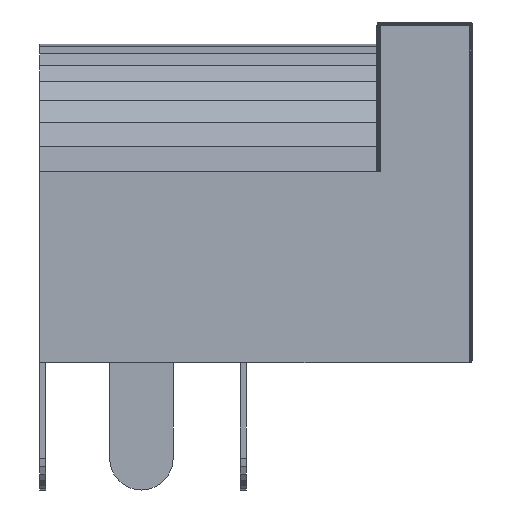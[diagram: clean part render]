
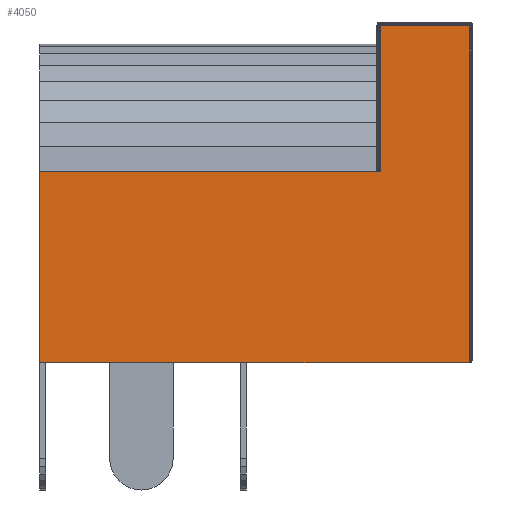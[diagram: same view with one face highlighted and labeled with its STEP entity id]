
A CAD part, left-side view. The second image highlights one B-rep face of the part: STEP entity #4050.
In plain terms, the highlighted planar face has unit normal (-1, 0, 0).
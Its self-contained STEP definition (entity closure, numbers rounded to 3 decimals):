
#52 = ORIENTED_EDGE ( 'NONE', *, *, #16498, .T. ) ;
#616 = VERTEX_POINT ( 'NONE', #8492 ) ;
#905 = CARTESIAN_POINT ( 'NONE',  ( 2.075, 7.593, 2.224 ) ) ;
#2474 = LINE ( 'NONE', #12600, #18011 ) ;
#2733 = LINE ( 'NONE', #905, #18904 ) ;
#3850 = VECTOR ( 'NONE', #4483, 1000. ) ;
#4050 = ADVANCED_FACE ( 'NONE', ( #7537 ), #5707, .F. ) ;
#4483 = DIRECTION ( 'NONE',  ( 0., 1., 0. ) ) ;
#5707 = PLANE ( 'NONE',  #19021 ) ;
#6169 = ORIENTED_EDGE ( 'NONE', *, *, #10867, .T. ) ;
#6986 = LINE ( 'NONE', #21058, #18459 ) ;
#7323 = DIRECTION ( 'NONE',  ( 0., 0., -1. ) ) ;
#7537 = FACE_OUTER_BOUND ( 'NONE', #8860, .T. ) ;
#8072 = LINE ( 'NONE', #15511, #17462 ) ;
#8247 = CARTESIAN_POINT ( 'NONE',  ( 2.075, 2.278, 6.397 ) ) ;
#8268 = CARTESIAN_POINT ( 'NONE',  ( 2.075, 7.593, 2.224 ) ) ;
#8492 = CARTESIAN_POINT ( 'NONE',  ( 2.075, 7.593, 4.586 ) ) ;
#8647 = EDGE_CURVE ( 'NONE', #13429, #9294, #2474, .T. ) ;
#8860 = EDGE_LOOP ( 'NONE', ( #15687, #10297, #20732, #16443, #52, #6169 ) ) ;
#8902 = CARTESIAN_POINT ( 'NONE',  ( 2.075, 2.278, 2.224 ) ) ;
#9294 = VERTEX_POINT ( 'NONE', #11932 ) ;
#9687 = DIRECTION ( 'NONE',  ( 0., -1., 0. ) ) ;
#9835 = DIRECTION ( 'NONE',  ( 0., 0., -1. ) ) ;
#10204 = EDGE_CURVE ( 'NONE', #21964, #16189, #2733, .T. ) ;
#10278 = CARTESIAN_POINT ( 'NONE',  ( 2.075, 3.381, 4.586 ) ) ;
#10297 = ORIENTED_EDGE ( 'NONE', *, *, #14792, .T. ) ;
#10321 = VECTOR ( 'NONE', #9835, 1000. ) ;
#10867 = EDGE_CURVE ( 'NONE', #20353, #13429, #8072, .T. ) ;
#11731 = DIRECTION ( 'NONE',  ( 0., 1., 0. ) ) ;
#11932 = CARTESIAN_POINT ( 'NONE',  ( 2.075, 3.381, 4.586 ) ) ;
#12600 = CARTESIAN_POINT ( 'NONE',  ( 2.075, 3.381, 6.397 ) ) ;
#13429 = VERTEX_POINT ( 'NONE', #22391 ) ;
#14448 = DIRECTION ( 'NONE',  ( 0., 0., -1. ) ) ;
#14792 = EDGE_CURVE ( 'NONE', #9294, #616, #17373, .T. ) ;
#15511 = CARTESIAN_POINT ( 'NONE',  ( 2.075, 2.278, 6.397 ) ) ;
#15676 = DIRECTION ( 'NONE',  ( 0., 0., 1. ) ) ;
#15687 = ORIENTED_EDGE ( 'NONE', *, *, #8647, .T. ) ;
#16189 = VERTEX_POINT ( 'NONE', #8902 ) ;
#16443 = ORIENTED_EDGE ( 'NONE', *, *, #10204, .T. ) ;
#16498 = EDGE_CURVE ( 'NONE', #16189, #20353, #6986, .T. ) ;
#17373 = LINE ( 'NONE', #10278, #3850 ) ;
#17462 = VECTOR ( 'NONE', #11731, 1000. ) ;
#17734 = CARTESIAN_POINT ( 'NONE',  ( 2.075, 0., 0. ) ) ;
#18011 = VECTOR ( 'NONE', #14448, 1000. ) ;
#18459 = VECTOR ( 'NONE', #15676, 1000. ) ;
#18904 = VECTOR ( 'NONE', #9687, 1000. ) ;
#19021 = AXIS2_PLACEMENT_3D ( 'NONE', #17734, #21606, #7323 ) ;
#20138 = LINE ( 'NONE', #20247, #10321 ) ;
#20247 = CARTESIAN_POINT ( 'NONE',  ( 2.075, 7.593, 4.586 ) ) ;
#20353 = VERTEX_POINT ( 'NONE', #8247 ) ;
#20732 = ORIENTED_EDGE ( 'NONE', *, *, #22448, .T. ) ;
#21058 = CARTESIAN_POINT ( 'NONE',  ( 2.075, 2.278, 2.224 ) ) ;
#21606 = DIRECTION ( 'NONE',  ( 1., 0., 0. ) ) ;
#21964 = VERTEX_POINT ( 'NONE', #8268 ) ;
#22391 = CARTESIAN_POINT ( 'NONE',  ( 2.075, 3.381, 6.397 ) ) ;
#22448 = EDGE_CURVE ( 'NONE', #616, #21964, #20138, .T. ) ;
